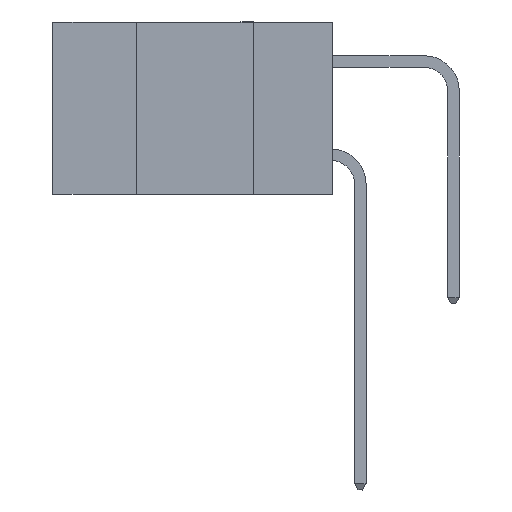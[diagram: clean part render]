
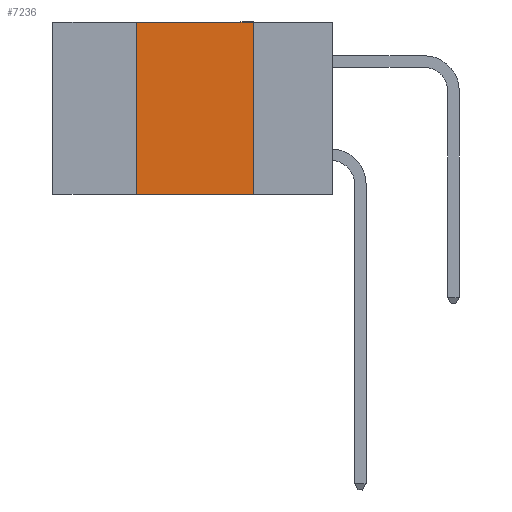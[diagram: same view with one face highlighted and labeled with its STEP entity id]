
A CAD part, left-side view. The second image highlights one B-rep face of the part: STEP entity #7236.
In plain terms, the highlighted planar face has unit normal (-1, 0, 0).
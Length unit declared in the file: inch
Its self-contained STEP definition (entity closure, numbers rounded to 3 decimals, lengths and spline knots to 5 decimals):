
#45 = DIRECTION ( 'NONE',  ( 0., -1., 0. ) ) ;
#955 = ORIENTED_EDGE ( 'NONE', *, *, #21368, .T. ) ;
#1688 = EDGE_CURVE ( 'NONE', #9475, #2049, #3620, .T. ) ;
#2049 = VERTEX_POINT ( 'NONE', #11743 ) ;
#2521 = VERTEX_POINT ( 'NONE', #16993 ) ;
#2582 = EDGE_CURVE ( 'NONE', #7971, #2521, #15752, .T. ) ;
#3620 = LINE ( 'NONE', #20209, #12764 ) ;
#4153 = CARTESIAN_POINT ( 'NONE',  ( 0., 0.6, 0. ) ) ;
#5996 = DIRECTION ( 'NONE',  ( 1., 0., 0. ) ) ;
#6033 = VECTOR ( 'NONE', #16901, 39.37008 ) ;
#6875 = EDGE_CURVE ( 'NONE', #2521, #9475, #10719, .T. ) ;
#7236 = ADVANCED_FACE ( 'NONE', ( #23120 ), #15088, .F. ) ;
#7971 = VERTEX_POINT ( 'NONE', #18903 ) ;
#8929 = CARTESIAN_POINT ( 'NONE',  ( 0., 0.17, 0. ) ) ;
#9475 = VERTEX_POINT ( 'NONE', #8929 ) ;
#10078 = DIRECTION ( 'NONE',  ( 0., -1., 0. ) ) ;
#10110 = EDGE_LOOP ( 'NONE', ( #13854, #14422, #19351, #955 ) ) ;
#10719 = LINE ( 'NONE', #22784, #15573 ) ;
#10997 = CARTESIAN_POINT ( 'NONE',  ( 0., 0.6, -0.37 ) ) ;
#11743 = CARTESIAN_POINT ( 'NONE',  ( 0., 0.17, -0.37 ) ) ;
#12764 = VECTOR ( 'NONE', #16155, 39.37008 ) ;
#13854 = ORIENTED_EDGE ( 'NONE', *, *, #1688, .F. ) ;
#14422 = ORIENTED_EDGE ( 'NONE', *, *, #6875, .F. ) ;
#15088 = PLANE ( 'NONE',  #22432 ) ;
#15573 = VECTOR ( 'NONE', #10078, 39.37008 ) ;
#15752 = LINE ( 'NONE', #17720, #6033 ) ;
#16155 = DIRECTION ( 'NONE',  ( 0., 0., -1. ) ) ;
#16901 = DIRECTION ( 'NONE',  ( 0., 0., 1. ) ) ;
#16993 = CARTESIAN_POINT ( 'NONE',  ( 0., 0.42, 0. ) ) ;
#17720 = CARTESIAN_POINT ( 'NONE',  ( 0., 0.42, 0. ) ) ;
#18855 = DIRECTION ( 'NONE',  ( 0., 0., -1. ) ) ;
#18903 = CARTESIAN_POINT ( 'NONE',  ( 0., 0.42, -0.37 ) ) ;
#19351 = ORIENTED_EDGE ( 'NONE', *, *, #2582, .F. ) ;
#20047 = LINE ( 'NONE', #10997, #20605 ) ;
#20209 = CARTESIAN_POINT ( 'NONE',  ( 0., 0.17, 0. ) ) ;
#20605 = VECTOR ( 'NONE', #45, 39.37008 ) ;
#21368 = EDGE_CURVE ( 'NONE', #7971, #2049, #20047, .T. ) ;
#22432 = AXIS2_PLACEMENT_3D ( 'NONE', #4153, #5996, #18855 ) ;
#22784 = CARTESIAN_POINT ( 'NONE',  ( 0., 0.6, 0. ) ) ;
#23120 = FACE_OUTER_BOUND ( 'NONE', #10110, .T. ) ;
